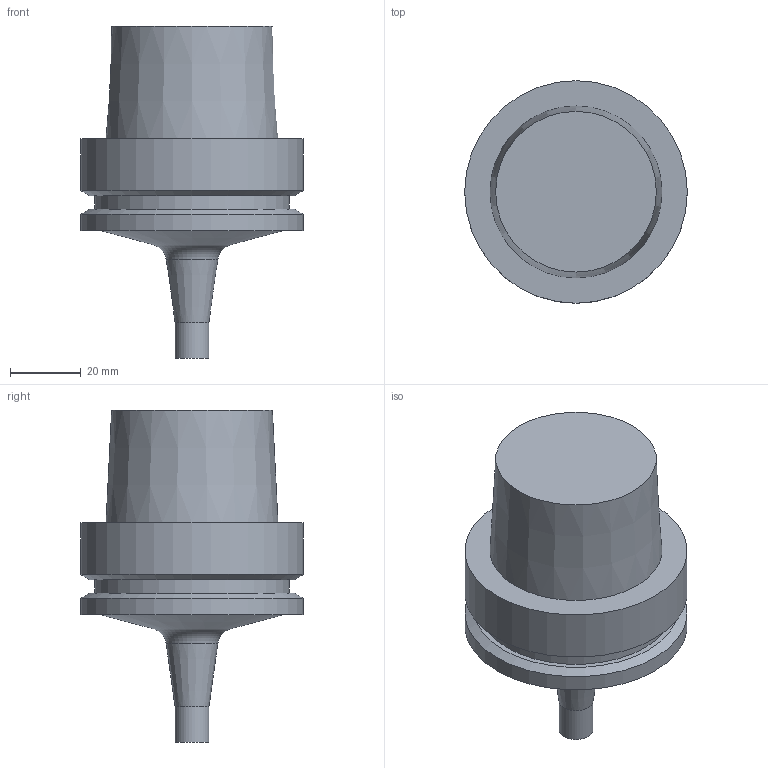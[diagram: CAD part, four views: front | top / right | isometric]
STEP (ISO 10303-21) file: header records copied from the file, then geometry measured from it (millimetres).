
FILE_DESCRIPTION(/* description */ ('3-D model version:1'),/* implementation_level */ '2;1');
FILE_NAME(/* name */ '392.410EH-6310062',/* time_stamp */ '2016-12-02T13:57:20',/* author */ ('InteractiveCad'),/* organization */ ('AB Sandvik Coromant'),/* preprocessor_version */ 'ST-DEVELOPER v11',/* originating_system */ 'SIEMENS UGS NX 6.0',/* authorization */ '');
FILE_SCHEMA(('AUTOMOTIVE_DESIGN'));
Length unit declared in the file: millimetre
Products named in the file (1): ds680C826csr
Bounding box: 62.94 x 62.94 x 93.9 mm (x, y, z)
Volume: 140968 mm3; surface area: 17857.7 mm2
Topology: 1 solids, 1 shells, 16 faces, 25 edges, 15 vertices
Faces by surface type: plane 6, cone 5, cylinder 4, torus 1
Full cylindrical faces by diameter (mm): 9.6 x1, 54.95 x1, 62.94 x2
Entity records: 352 total; most frequent: DIRECTION 70, CARTESIAN_POINT 50, AXIS2_PLACEMENT_3D 35, EDGE_LOOP 30, ORIENTED_EDGE 30, FACE_BOUND 28, ADVANCED_FACE 16, VERTEX_POINT 15
